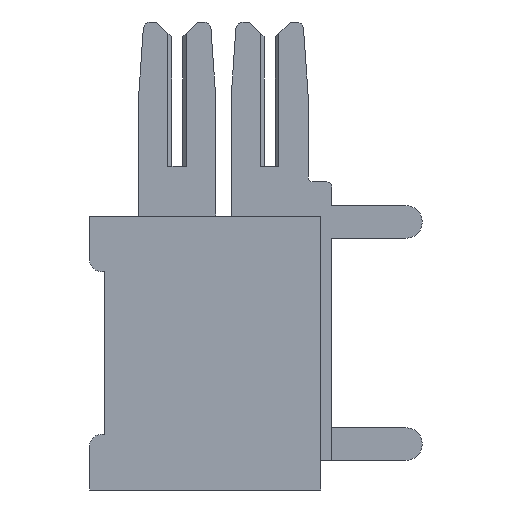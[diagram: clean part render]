
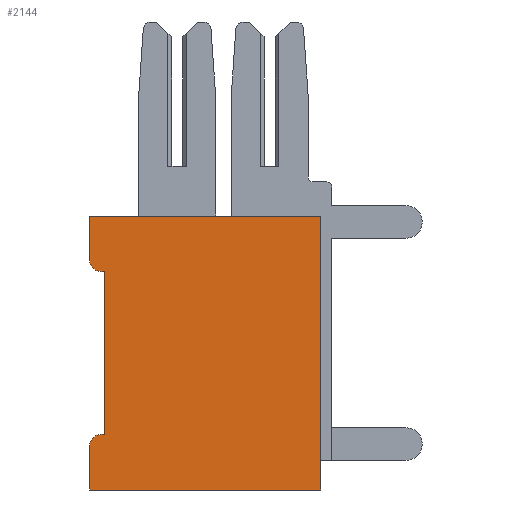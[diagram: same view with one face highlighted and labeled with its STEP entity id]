
A CAD part, left-side view. The second image highlights one B-rep face of the part: STEP entity #2144.
In plain terms, the highlighted planar face has unit normal (-1, 0, 0).
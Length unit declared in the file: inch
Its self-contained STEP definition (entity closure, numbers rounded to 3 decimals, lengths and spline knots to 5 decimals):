
#255 = AXIS2_PLACEMENT_3D ( 'NONE', #3384, #541, #3427 ) ;
#429 = DIRECTION ( 'NONE',  ( 0., -1., 0. ) ) ;
#541 = DIRECTION ( 'NONE',  ( -1., 0., 0. ) ) ;
#569 = LINE ( 'NONE', #6642, #5212 ) ;
#608 = VECTOR ( 'NONE', #3750, 39.37008 ) ;
#923 = ORIENTED_EDGE ( 'NONE', *, *, #10436, .F. ) ;
#1110 = VERTEX_POINT ( 'NONE', #7716 ) ;
#1133 = DIRECTION ( 'NONE',  ( 0., 0., 1. ) ) ;
#1342 = DIRECTION ( 'NONE',  ( 0., 0., 1. ) ) ;
#1347 = LINE ( 'NONE', #5480, #3339 ) ;
#1423 = CARTESIAN_POINT ( 'NONE',  ( 0., 0.297, -0.31 ) ) ;
#1468 = ORIENTED_EDGE ( 'NONE', *, *, #3476, .T. ) ;
#1543 = PLANE ( 'NONE',  #255 ) ;
#1610 = LINE ( 'NONE', #5032, #4548 ) ;
#1634 = CIRCLE ( 'NONE', #9749, 0.015 ) ;
#1746 = EDGE_CURVE ( 'NONE', #7489, #4638, #7747, .T. ) ;
#1887 = VERTEX_POINT ( 'NONE', #10861 ) ;
#2144 = ADVANCED_FACE ( 'NONE', ( #11615 ), #1543, .T. ) ;
#2201 = CARTESIAN_POINT ( 'NONE',  ( 0., 0.292, -0.075 ) ) ;
#3221 = CARTESIAN_POINT ( 'NONE',  ( 0., 0., -0.37 ) ) ;
#3339 = VECTOR ( 'NONE', #12400, 39.37008 ) ;
#3342 = VERTEX_POINT ( 'NONE', #3221 ) ;
#3384 = CARTESIAN_POINT ( 'NONE',  ( 0., 0., -0.37 ) ) ;
#3427 = DIRECTION ( 'NONE',  ( 0., 0., 1. ) ) ;
#3476 = EDGE_CURVE ( 'NONE', #4024, #3513, #3848, .T. ) ;
#3513 = VERTEX_POINT ( 'NONE', #5439 ) ;
#3739 = CARTESIAN_POINT ( 'NONE',  ( 0., 0.297, -0.295 ) ) ;
#3750 = DIRECTION ( 'NONE',  ( 0., -1., 0. ) ) ;
#3848 = CIRCLE ( 'NONE', #7060, 0.015 ) ;
#4024 = VERTEX_POINT ( 'NONE', #3739 ) ;
#4305 = CARTESIAN_POINT ( 'NONE',  ( 0., 0., 0. ) ) ;
#4519 = EDGE_CURVE ( 'NONE', #1887, #7489, #7232, .T. ) ;
#4548 = VECTOR ( 'NONE', #1133, 39.37008 ) ;
#4618 = CARTESIAN_POINT ( 'NONE',  ( 0., 0., 0. ) ) ;
#4638 = VERTEX_POINT ( 'NONE', #4305 ) ;
#4644 = EDGE_CURVE ( 'NONE', #8825, #3342, #7064, .T. ) ;
#5032 = CARTESIAN_POINT ( 'NONE',  ( 0., 0.312, -0.37 ) ) ;
#5112 = LINE ( 'NONE', #8689, #7294 ) ;
#5212 = VECTOR ( 'NONE', #12630, 39.37008 ) ;
#5394 = EDGE_CURVE ( 'NONE', #1887, #7931, #1634, .T. ) ;
#5439 = CARTESIAN_POINT ( 'NONE',  ( 0., 0.312, -0.31 ) ) ;
#5480 = CARTESIAN_POINT ( 'NONE',  ( 0., 0.292, -0.295 ) ) ;
#5574 = ORIENTED_EDGE ( 'NONE', *, *, #1746, .F. ) ;
#5962 = ORIENTED_EDGE ( 'NONE', *, *, #4519, .F. ) ;
#6062 = VECTOR ( 'NONE', #429, 39.37008 ) ;
#6186 = DIRECTION ( 'NONE',  ( 0., 0., 1. ) ) ;
#6350 = EDGE_CURVE ( 'NONE', #1110, #10317, #1347, .T. ) ;
#6401 = EDGE_CURVE ( 'NONE', #10317, #7931, #569, .T. ) ;
#6521 = ORIENTED_EDGE ( 'NONE', *, *, #4644, .T. ) ;
#6602 = VECTOR ( 'NONE', #10644, 39.37008 ) ;
#6642 = CARTESIAN_POINT ( 'NONE',  ( 0., 0.312, -0.075 ) ) ;
#6863 = ORIENTED_EDGE ( 'NONE', *, *, #6350, .F. ) ;
#7060 = AXIS2_PLACEMENT_3D ( 'NONE', #1423, #7395, #1342 ) ;
#7064 = LINE ( 'NONE', #9247, #12646 ) ;
#7232 = LINE ( 'NONE', #10601, #6602 ) ;
#7294 = VECTOR ( 'NONE', #10755, 39.37008 ) ;
#7323 = ORIENTED_EDGE ( 'NONE', *, *, #10638, .T. ) ;
#7395 = DIRECTION ( 'NONE',  ( -1., 0., 0. ) ) ;
#7489 = VERTEX_POINT ( 'NONE', #11266 ) ;
#7584 = ORIENTED_EDGE ( 'NONE', *, *, #8099, .F. ) ;
#7716 = CARTESIAN_POINT ( 'NONE',  ( 0., 0.292, -0.295 ) ) ;
#7747 = LINE ( 'NONE', #4618, #608 ) ;
#7931 = VERTEX_POINT ( 'NONE', #10077 ) ;
#8026 = CARTESIAN_POINT ( 'NONE',  ( 0., 0.312, -0.37 ) ) ;
#8099 = EDGE_CURVE ( 'NONE', #8825, #3513, #1610, .T. ) ;
#8689 = CARTESIAN_POINT ( 'NONE',  ( 0., 0., -0.37 ) ) ;
#8695 = LINE ( 'NONE', #11301, #6062 ) ;
#8825 = VERTEX_POINT ( 'NONE', #8026 ) ;
#9247 = CARTESIAN_POINT ( 'NONE',  ( 0., 0., -0.37 ) ) ;
#9284 = DIRECTION ( 'NONE',  ( 0., -1., 0. ) ) ;
#9749 = AXIS2_PLACEMENT_3D ( 'NONE', #12125, #10277, #6186 ) ;
#10077 = CARTESIAN_POINT ( 'NONE',  ( 0., 0.297, -0.075 ) ) ;
#10125 = ORIENTED_EDGE ( 'NONE', *, *, #6401, .F. ) ;
#10277 = DIRECTION ( 'NONE',  ( -1., 0., 0. ) ) ;
#10317 = VERTEX_POINT ( 'NONE', #2201 ) ;
#10436 = EDGE_CURVE ( 'NONE', #4024, #1110, #8695, .T. ) ;
#10601 = CARTESIAN_POINT ( 'NONE',  ( 0., 0.312, -0.37 ) ) ;
#10638 = EDGE_CURVE ( 'NONE', #3342, #4638, #5112, .T. ) ;
#10644 = DIRECTION ( 'NONE',  ( 0., 0., 1. ) ) ;
#10755 = DIRECTION ( 'NONE',  ( 0., 0., 1. ) ) ;
#10861 = CARTESIAN_POINT ( 'NONE',  ( 0., 0.312, -0.06 ) ) ;
#11266 = CARTESIAN_POINT ( 'NONE',  ( 0., 0.312, 0. ) ) ;
#11301 = CARTESIAN_POINT ( 'NONE',  ( 0., 0.312, -0.295 ) ) ;
#11615 = FACE_OUTER_BOUND ( 'NONE', #12410, .T. ) ;
#11825 = ORIENTED_EDGE ( 'NONE', *, *, #5394, .T. ) ;
#12125 = CARTESIAN_POINT ( 'NONE',  ( 0., 0.297, -0.06 ) ) ;
#12400 = DIRECTION ( 'NONE',  ( 0., 0., 1. ) ) ;
#12410 = EDGE_LOOP ( 'NONE', ( #5962, #11825, #10125, #6863, #923, #1468, #7584, #6521, #7323, #5574 ) ) ;
#12630 = DIRECTION ( 'NONE',  ( 0., 1., 0. ) ) ;
#12646 = VECTOR ( 'NONE', #9284, 39.37008 ) ;
